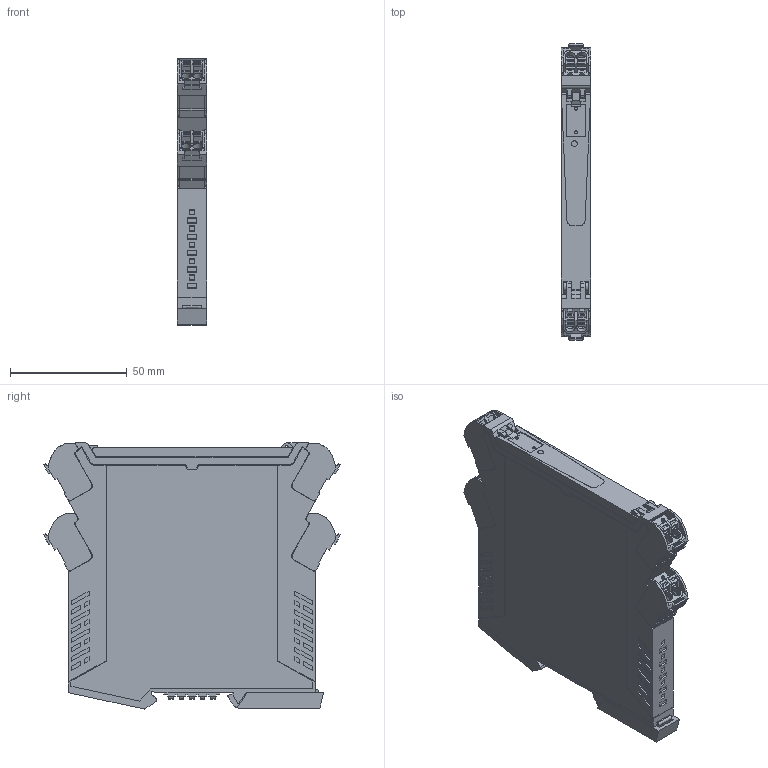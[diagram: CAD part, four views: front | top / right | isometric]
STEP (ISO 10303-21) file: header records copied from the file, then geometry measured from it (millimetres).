
FILE_DESCRIPTION(('CATIA V5 STEP Exchange','CAx-IF Rec.Pracs.--- Model Styling and Organization---1.4--- 2014-01-23'),'2;1');
FILE_NAME ('D1382348_1', '2019-07-05T08:46:11+00:00', ('none'), ('Weidmueller'), 'CATIA Version 5-6 Release 2016 SP3 HF44', 'CATIA V5 STEP AP214', 'none');
FILE_SCHEMA(('AUTOMOTIVE_DESIGN { 1 0 10303 214 1 1 1 1 }'));
Products named in the file (1): 2514620000
Bounding box: 12.5 x 127.16 x 114.02 mm (x, y, z)
Volume: 146721.9 mm3; surface area: 47767.4 mm2
Topology: 27 solids, 27 shells, 1710 faces, 5151 edges, 3580 vertices
Faces by surface type: plane 1353, cylinder 237, extrusion 56, cone 44, torus 16, sphere 4
Entity records: 58459 total; most frequent: CARTESIAN_POINT 13336, ORIENTED_EDGE 10298, DIRECTION 6825, EDGE_CURVE 5149, VECTOR 3831, LINE 3775, VERTEX_POINT 3580, AXIS2_PLACEMENT_3D 1820
